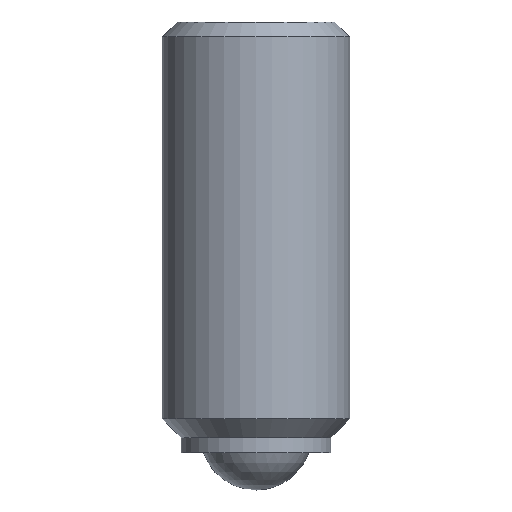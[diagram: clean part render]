
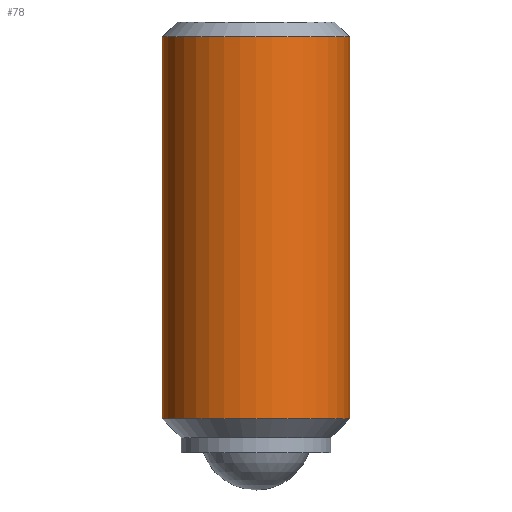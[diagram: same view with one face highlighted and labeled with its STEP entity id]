
A CAD part, front view. The second image highlights one B-rep face of the part: STEP entity #78.
In plain terms, the highlighted cylindrical face has radius 5 mm (diameter 10 mm), a full revolution.
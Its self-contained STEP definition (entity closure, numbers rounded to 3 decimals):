
#78 = ADVANCED_FACE( '', ( #156, #157 ), #158, .T. );
#156 = FACE_OUTER_BOUND( '', #229, .T. );
#157 = FACE_OUTER_BOUND( '', #230, .T. );
#158 = CYLINDRICAL_SURFACE( '', #231, 5. );
#229 = EDGE_LOOP( '', ( #373 ) );
#230 = EDGE_LOOP( '', ( #374 ) );
#231 = AXIS2_PLACEMENT_3D( '', #375, #376, #377 );
#373 = ORIENTED_EDGE( '', *, *, #443, .T. );
#374 = ORIENTED_EDGE( '', *, *, #445, .T. );
#375 = CARTESIAN_POINT( '', ( 0., 0., 57.15 ) );
#376 = DIRECTION( '', ( 0., 0., -1. ) );
#377 = DIRECTION( '', ( 1., 0., 0. ) );
#443 = EDGE_CURVE( '', #521, #521, #522, .T. );
#445 = EDGE_CURVE( '', #524, #524, #525, .T. );
#521 = VERTEX_POINT( '', #631 );
#522 = CIRCLE( '', #632, 5. );
#524 = VERTEX_POINT( '', #634 );
#525 = CIRCLE( '', #635, 5. );
#631 = CARTESIAN_POINT( '', ( -5., 0., 24.2 ) );
#632 = AXIS2_PLACEMENT_3D( '', #680, #681, #682 );
#634 = CARTESIAN_POINT( '', ( 5., 0., 3.8 ) );
#635 = AXIS2_PLACEMENT_3D( '', #683, #684, #685 );
#680 = CARTESIAN_POINT( '', ( 0., 0., 24.2 ) );
#681 = DIRECTION( '', ( 0., 0., -1. ) );
#682 = DIRECTION( '', ( -1., 0., 0. ) );
#683 = CARTESIAN_POINT( '', ( 0., 0., 3.8 ) );
#684 = DIRECTION( '', ( 0., 0., 1. ) );
#685 = DIRECTION( '', ( 1., 0., 0. ) );
